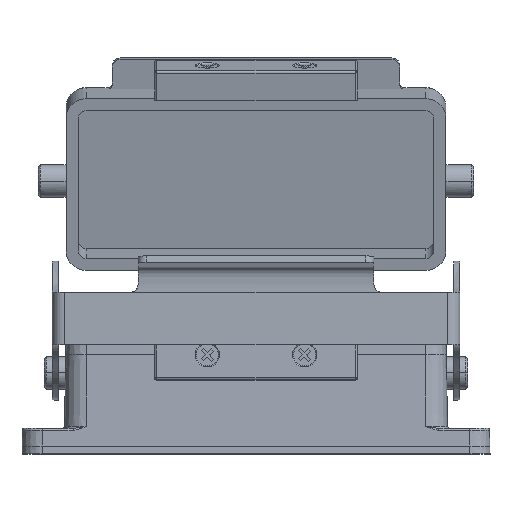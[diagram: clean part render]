
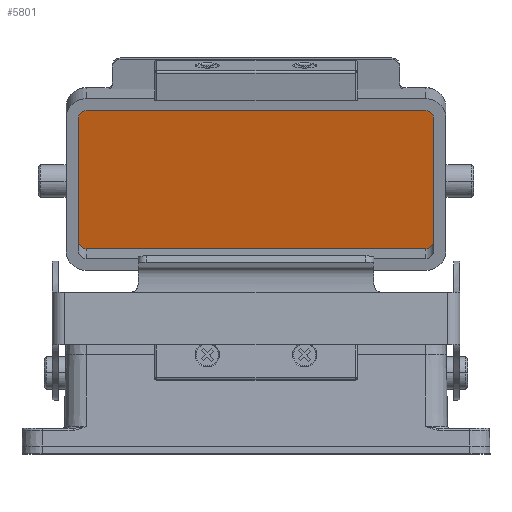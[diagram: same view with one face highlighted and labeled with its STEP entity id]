
A CAD part, top view. The second image highlights one B-rep face of the part: STEP entity #5801.
In plain terms, the highlighted planar face has unit normal (0, -0.225, 0.974).
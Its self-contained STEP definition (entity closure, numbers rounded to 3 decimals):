
#201 = DIRECTION ( 'NONE',  ( 0., -0.225, 0.974 ) ) ;
#251 = CARTESIAN_POINT ( 'NONE',  ( 41.875, 55.834, -29.188 ) ) ;
#406 = DIRECTION ( 'NONE',  ( 0., 0.225, -0.974 ) ) ;
#750 = DIRECTION ( 'NONE',  ( -1., 0., 0. ) ) ;
#1210 = EDGE_CURVE ( 'NONE', #2630, #13957, #3718, .T. ) ;
#1348 = EDGE_CURVE ( 'NONE', #8443, #11458, #2027, .T. ) ;
#1734 = ORIENTED_EDGE ( 'NONE', *, *, #1348, .T. ) ;
#1791 = CARTESIAN_POINT ( 'NONE',  ( -41.875, 55.834, -29.188 ) ) ;
#1932 = ORIENTED_EDGE ( 'NONE', *, *, #1210, .T. ) ;
#2027 = CIRCLE ( 'NONE', #16027, 2. ) ;
#2630 = VERTEX_POINT ( 'NONE', #9501 ) ;
#2649 = VERTEX_POINT ( 'NONE', #11036 ) ;
#2820 = AXIS2_PLACEMENT_3D ( 'NONE', #251, #201, #11588 ) ;
#2966 = CARTESIAN_POINT ( 'NONE',  ( 43.875, 23.192, -36.724 ) ) ;
#3068 = PLANE ( 'NONE',  #11716 ) ;
#3134 = DIRECTION ( 'NONE',  ( 0., 0.974, 0.225 ) ) ;
#3646 = ORIENTED_EDGE ( 'NONE', *, *, #15100, .T. ) ;
#3718 = CIRCLE ( 'NONE', #2820, 2. ) ;
#3961 = CIRCLE ( 'NONE', #12737, 2. ) ;
#4355 = EDGE_LOOP ( 'NONE', ( #16765, #9569, #6898, #1932, #12936, #3646, #11048, #1734 ) ) ;
#4630 = AXIS2_PLACEMENT_3D ( 'NONE', #15123, #7299, #16404 ) ;
#5416 = CARTESIAN_POINT ( 'NONE',  ( -41.875, 57.783, -28.738 ) ) ;
#5471 = EDGE_CURVE ( 'NONE', #7072, #8443, #12451, .T. ) ;
#5801 = ADVANCED_FACE ( 'NONE', ( #13633 ), #3068, .F. ) ;
#5809 = CARTESIAN_POINT ( 'NONE',  ( -41.875, 21.244, -37.174 ) ) ;
#6237 = DIRECTION ( 'NONE',  ( 0., -0.974, -0.225 ) ) ;
#6898 = ORIENTED_EDGE ( 'NONE', *, *, #13541, .T. ) ;
#6990 = EDGE_CURVE ( 'NONE', #13957, #8974, #9764, .T. ) ;
#7072 = VERTEX_POINT ( 'NONE', #12928 ) ;
#7299 = DIRECTION ( 'NONE',  ( 0., -0.225, 0.974 ) ) ;
#8441 = CARTESIAN_POINT ( 'NONE',  ( 13.5, 13.449, -38.974 ) ) ;
#8443 = VERTEX_POINT ( 'NONE', #13405 ) ;
#8506 = CARTESIAN_POINT ( 'NONE',  ( 41.875, 57.783, -28.738 ) ) ;
#8951 = VECTOR ( 'NONE', #6237, 1000. ) ;
#8974 = VERTEX_POINT ( 'NONE', #5416 ) ;
#9501 = CARTESIAN_POINT ( 'NONE',  ( 43.875, 55.834, -29.188 ) ) ;
#9569 = ORIENTED_EDGE ( 'NONE', *, *, #14711, .T. ) ;
#9764 = LINE ( 'NONE', #10044, #17035 ) ;
#9778 = DIRECTION ( 'NONE',  ( 0., 0.974, 0.225 ) ) ;
#10044 = CARTESIAN_POINT ( 'NONE',  ( -41.875, 57.783, -28.738 ) ) ;
#10555 = DIRECTION ( 'NONE',  ( 0., 0.974, 0.225 ) ) ;
#10932 = VECTOR ( 'NONE', #16621, 1000. ) ;
#11036 = CARTESIAN_POINT ( 'NONE',  ( 41.875, 21.244, -37.174 ) ) ;
#11048 = ORIENTED_EDGE ( 'NONE', *, *, #5471, .T. ) ;
#11119 = DIRECTION ( 'NONE',  ( 0., -0.225, 0.974 ) ) ;
#11436 = VECTOR ( 'NONE', #13686, 1000. ) ;
#11458 = VERTEX_POINT ( 'NONE', #14437 ) ;
#11529 = DIRECTION ( 'NONE',  ( 0., -0.225, 0.974 ) ) ;
#11588 = DIRECTION ( 'NONE',  ( 0., 0.974, 0.225 ) ) ;
#11655 = CARTESIAN_POINT ( 'NONE',  ( -41.875, 23.192, -36.724 ) ) ;
#11716 = AXIS2_PLACEMENT_3D ( 'NONE', #8441, #406, #9778 ) ;
#11822 = LINE ( 'NONE', #5809, #11436 ) ;
#12451 = LINE ( 'NONE', #14104, #8951 ) ;
#12737 = AXIS2_PLACEMENT_3D ( 'NONE', #1791, #11119, #3134 ) ;
#12928 = CARTESIAN_POINT ( 'NONE',  ( -43.875, 55.834, -29.188 ) ) ;
#12936 = ORIENTED_EDGE ( 'NONE', *, *, #6990, .T. ) ;
#13405 = CARTESIAN_POINT ( 'NONE',  ( -43.875, 23.192, -36.724 ) ) ;
#13541 = EDGE_CURVE ( 'NONE', #16641, #2630, #14339, .T. ) ;
#13633 = FACE_OUTER_BOUND ( 'NONE', #4355, .T. ) ;
#13686 = DIRECTION ( 'NONE',  ( 1., 0., 0. ) ) ;
#13957 = VERTEX_POINT ( 'NONE', #8506 ) ;
#14104 = CARTESIAN_POINT ( 'NONE',  ( -43.875, 55.834, -29.188 ) ) ;
#14339 = LINE ( 'NONE', #15336, #10932 ) ;
#14437 = CARTESIAN_POINT ( 'NONE',  ( -41.875, 21.244, -37.174 ) ) ;
#14711 = EDGE_CURVE ( 'NONE', #2649, #16641, #16085, .T. ) ;
#15100 = EDGE_CURVE ( 'NONE', #8974, #7072, #3961, .T. ) ;
#15123 = CARTESIAN_POINT ( 'NONE',  ( 41.875, 23.192, -36.724 ) ) ;
#15336 = CARTESIAN_POINT ( 'NONE',  ( 43.875, 55.834, -29.188 ) ) ;
#16027 = AXIS2_PLACEMENT_3D ( 'NONE', #11655, #11529, #10555 ) ;
#16085 = CIRCLE ( 'NONE', #4630, 2. ) ;
#16193 = EDGE_CURVE ( 'NONE', #11458, #2649, #11822, .T. ) ;
#16404 = DIRECTION ( 'NONE',  ( 0., 0.974, 0.225 ) ) ;
#16621 = DIRECTION ( 'NONE',  ( 0., 0.974, 0.225 ) ) ;
#16641 = VERTEX_POINT ( 'NONE', #2966 ) ;
#16765 = ORIENTED_EDGE ( 'NONE', *, *, #16193, .T. ) ;
#17035 = VECTOR ( 'NONE', #750, 1000. ) ;
